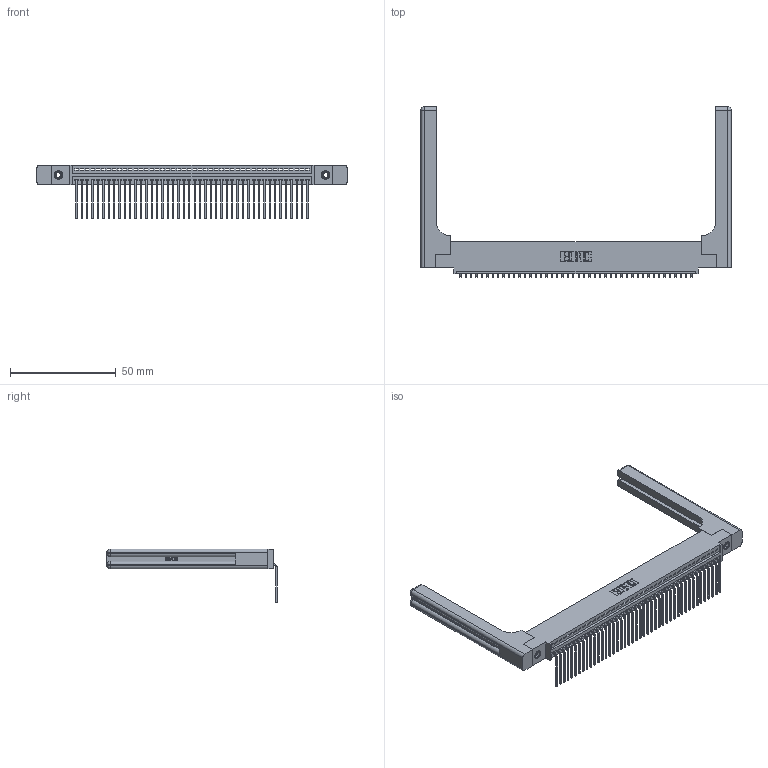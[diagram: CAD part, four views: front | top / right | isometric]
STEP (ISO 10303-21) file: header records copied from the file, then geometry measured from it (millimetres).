
FILE_DESCRIPTION (( 'STEP AP203' ), '1' );
FILE_NAME ('395-044-559-458.STEP', '2019-10-22T17:19:35', ( '' ), ( '' ), 'SwSTEP 2.0', 'SolidWorks 2016', '' );
FILE_SCHEMA (( 'CONFIG_CONTROL_DESIGN' ));
Length unit declared in the file: inch
Products named in the file (5): 345-250-001_345-250-001-102; 345-292-001_558 559 Tail - 1; 395-044-559-458; 345 Part_0.110 Offset - 0.156 Dia-TH; 345-220-058_345-220-058
Assembly tree (49 placements, depth 2):
  395-044-559-458
    345 Part_0.110 Offset - 0.156 Dia-TH
    345-292-001_558 559 Tail - 1  x44
    345-250-001_345-250-001-102  x2
    345-220-058_345-220-058  x2
Bounding box: 146.79 x 80.51 x 25.53 mm (x, y, z)
Volume: 22536.5 mm3; surface area: 24922.7 mm2
Topology: 49 solids, 49 shells, 3026 faces, 9027 edges, 5938 vertices
Faces by surface type: plane 2080, cylinder 886, bspline 36, cone 12, sphere 8, torus 4
Entity records: 38244 total; most frequent: CARTESIAN_POINT 7597, ORIENTED_EDGE 6372, DIRECTION 5578, EDGE_CURVE 3186, LINE 2786, VECTOR 2786, VERTEX_POINT 2114, AXIS2_PLACEMENT_3D 1396
